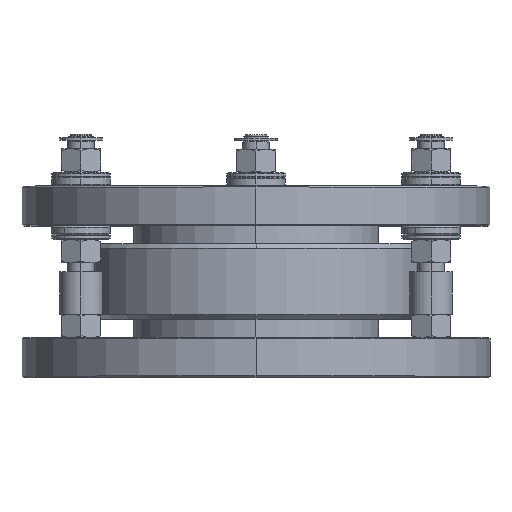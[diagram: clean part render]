
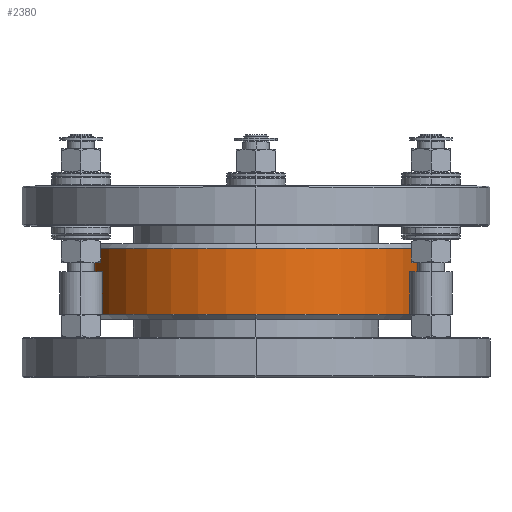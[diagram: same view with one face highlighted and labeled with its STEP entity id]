
A CAD part, top view. The second image highlights one B-rep face of the part: STEP entity #2380.
In plain terms, the highlighted cylindrical face has radius 101.6 mm (diameter 203.2 mm), a partial arc.
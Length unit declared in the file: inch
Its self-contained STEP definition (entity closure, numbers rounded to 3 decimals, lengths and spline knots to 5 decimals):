
#10 = CARTESIAN_POINT ( 'NONE',  ( -4., -1.48, 0. ) ) ;
#11 = DIRECTION ( 'NONE',  ( 0., -1., 0. ) ) ;
#20 = CARTESIAN_POINT ( 'NONE',  ( 4., -1.48, 0. ) ) ;
#27 = DIRECTION ( 'NONE',  ( 0., -1., 0. ) ) ;
#28 = CARTESIAN_POINT ( 'NONE',  ( 0., -3.02, 0. ) ) ;
#37 = DIRECTION ( 'NONE',  ( 0., 1., 0. ) ) ;
#38 = DIRECTION ( 'NONE',  ( 1., 0., 0. ) ) ;
#1183 = CARTESIAN_POINT ( 'NONE',  ( 0., -1.48, 0. ) ) ;
#1184 = DIRECTION ( 'NONE',  ( 0., 1., 0. ) ) ;
#1185 = DIRECTION ( 'NONE',  ( 1., 0., 0. ) ) ;
#2055 = EDGE_LOOP ( 'NONE', ( #5710, #5702, #5728, #5697 ) ) ;
#2380 = ADVANCED_FACE ( 'NONE', ( #21370 ), #21383, .T. ) ;
#3048 = VERTEX_POINT ( 'NONE', #17419 ) ;
#5697 = ORIENTED_EDGE ( 'NONE', *, *, #9675, .T. ) ;
#5702 = ORIENTED_EDGE ( 'NONE', *, *, #9624, .F. ) ;
#5710 = ORIENTED_EDGE ( 'NONE', *, *, #9670, .F. ) ;
#5728 = ORIENTED_EDGE ( 'NONE', *, *, #9664, .T. ) ;
#8680 = AXIS2_PLACEMENT_3D ( 'NONE', #21276, #21267, #21266 ) ;
#9624 = EDGE_CURVE ( 'NONE', #10070, #10010, #20096, .T. ) ;
#9664 = EDGE_CURVE ( 'NONE', #10070, #10072, #20140, .T. ) ;
#9670 = EDGE_CURVE ( 'NONE', #10010, #3048, #20156, .T. ) ;
#9675 = EDGE_CURVE ( 'NONE', #10072, #3048, #20164, .T. ) ;
#10010 = VERTEX_POINT ( 'NONE', #12978 ) ;
#10070 = VERTEX_POINT ( 'NONE', #13038 ) ;
#10072 = VERTEX_POINT ( 'NONE', #13040 ) ;
#12145 = AXIS2_PLACEMENT_3D ( 'NONE', #1183, #1184, #1185 ) ;
#12181 = AXIS2_PLACEMENT_3D ( 'NONE', #28, #37, #38 ) ;
#12978 = CARTESIAN_POINT ( 'NONE',  ( 4., -1.48, 0. ) ) ;
#13038 = CARTESIAN_POINT ( 'NONE',  ( -4., -1.48, 0. ) ) ;
#13040 = CARTESIAN_POINT ( 'NONE',  ( -4., -3.02, 0. ) ) ;
#17419 = CARTESIAN_POINT ( 'NONE',  ( 4., -3.02, 0. ) ) ;
#20096 = CIRCLE ( 'NONE', #12145, 4. ) ;
#20140 = LINE ( 'NONE', #10, #20145 ) ;
#20145 = VECTOR ( 'NONE', #11, 39.37008 ) ;
#20154 = VECTOR ( 'NONE', #27, 39.37008 ) ;
#20156 = LINE ( 'NONE', #20, #20154 ) ;
#20164 = CIRCLE ( 'NONE', #12181, 4. ) ;
#21266 = DIRECTION ( 'NONE',  ( -1., 0., 0. ) ) ;
#21267 = DIRECTION ( 'NONE',  ( 0., -1., 0. ) ) ;
#21276 = CARTESIAN_POINT ( 'NONE',  ( 0., -1.48, 0. ) ) ;
#21370 = FACE_OUTER_BOUND ( 'NONE', #2055, .T. ) ;
#21383 = CYLINDRICAL_SURFACE ( 'NONE', #8680, 4. ) ;
